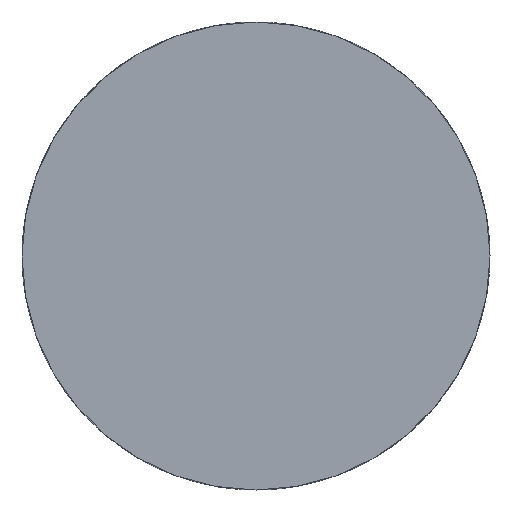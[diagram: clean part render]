
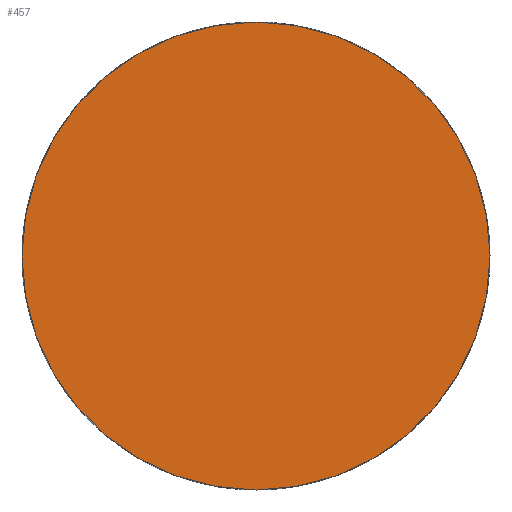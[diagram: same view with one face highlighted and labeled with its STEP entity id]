
A CAD part, front view. The second image highlights one B-rep face of the part: STEP entity #457.
In plain terms, the highlighted planar face has unit normal (0, -1, 0).
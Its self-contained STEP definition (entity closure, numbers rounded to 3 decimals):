
#34=CIRCLE('',#498,6.4);
#60=FACE_OUTER_BOUND('',#86,.T.);
#86=EDGE_LOOP('',(#390));
#210=VERTEX_POINT('',#1317);
#272=EDGE_CURVE('',#210,#210,#34,.T.);
#390=ORIENTED_EDGE('',*,*,#272,.F.);
#433=PLANE('',#505);
#457=ADVANCED_FACE('',(#60),#433,.F.);
#498=AXIS2_PLACEMENT_3D('',#1319,#561,#562);
#505=AXIS2_PLACEMENT_3D('',#1326,#575,#576);
#561=DIRECTION('center_axis',(0.,1.,0.));
#562=DIRECTION('ref_axis',(1.,0.,0.));
#575=DIRECTION('center_axis',(0.,1.,0.));
#576=DIRECTION('ref_axis',(1.,0.,0.));
#1317=CARTESIAN_POINT('',(-6.4,0.,0.));
#1319=CARTESIAN_POINT('Origin',(0.,0.,0.));
#1326=CARTESIAN_POINT('Origin',(0.,0.,0.));
